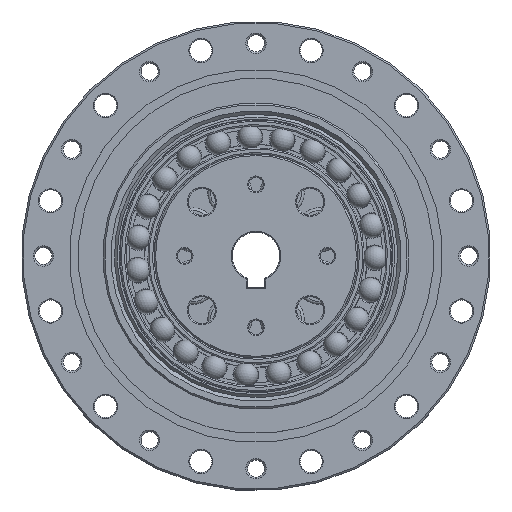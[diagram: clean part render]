
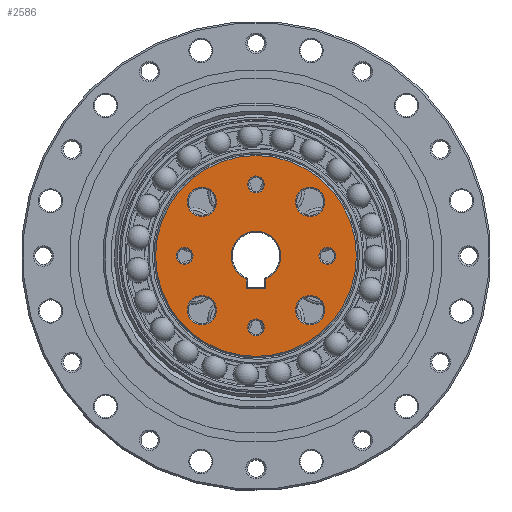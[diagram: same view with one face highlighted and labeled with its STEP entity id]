
A CAD part, top view. The second image highlights one B-rep face of the part: STEP entity #2586.
In plain terms, the highlighted planar face has unit normal (0, 0, 1).
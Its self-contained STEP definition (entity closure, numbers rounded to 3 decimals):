
#673=LINE('',#19651,#821);
#674=LINE('',#19653,#822);
#675=LINE('',#19655,#823);
#821=VECTOR('',#15156,1.);
#822=VECTOR('',#15157,1.);
#823=VECTOR('',#15158,1.);
#2586=ADVANCED_FACE('',(#3912,#3913,#3914,#3915,#3916,#3917,#3918,#3919,
#3920,#3921),#2753,.T.);
#2753=PLANE('',#11952);
#3912=FACE_BOUND('',#5270,.T.);
#3913=FACE_BOUND('',#5271,.T.);
#3914=FACE_BOUND('',#5272,.T.);
#3915=FACE_BOUND('',#5273,.T.);
#3916=FACE_BOUND('',#5274,.T.);
#3917=FACE_BOUND('',#5275,.T.);
#3918=FACE_BOUND('',#5276,.T.);
#3919=FACE_BOUND('',#5277,.T.);
#3920=FACE_BOUND('',#5278,.T.);
#3921=FACE_BOUND('',#5279,.T.);
#5270=EDGE_LOOP('',(#7430,#7431,#7432,#7433));
#5271=EDGE_LOOP('',(#7434));
#5272=EDGE_LOOP('',(#7435));
#5273=EDGE_LOOP('',(#7436));
#5274=EDGE_LOOP('',(#7437));
#5275=EDGE_LOOP('',(#7438));
#5276=EDGE_LOOP('',(#7439));
#5277=EDGE_LOOP('',(#7440));
#5278=EDGE_LOOP('',(#7441));
#5279=EDGE_LOOP('',(#7442));
#7430=ORIENTED_EDGE('',*,*,#9558,.T.);
#7431=ORIENTED_EDGE('',*,*,#9559,.T.);
#7432=ORIENTED_EDGE('',*,*,#9560,.T.);
#7433=ORIENTED_EDGE('',*,*,#9561,.T.);
#7434=ORIENTED_EDGE('',*,*,#9562,.T.);
#7435=ORIENTED_EDGE('',*,*,#9563,.T.);
#7436=ORIENTED_EDGE('',*,*,#9564,.T.);
#7437=ORIENTED_EDGE('',*,*,#9565,.T.);
#7438=ORIENTED_EDGE('',*,*,#9566,.T.);
#7439=ORIENTED_EDGE('',*,*,#9567,.T.);
#7440=ORIENTED_EDGE('',*,*,#9568,.T.);
#7441=ORIENTED_EDGE('',*,*,#9569,.T.);
#7442=ORIENTED_EDGE('',*,*,#9557,.F.);
#8466=VERTEX_POINT('',#19646);
#8467=VERTEX_POINT('',#19649);
#8468=VERTEX_POINT('',#19650);
#8469=VERTEX_POINT('',#19652);
#8470=VERTEX_POINT('',#19654);
#8471=VERTEX_POINT('',#19657);
#8472=VERTEX_POINT('',#19659);
#8473=VERTEX_POINT('',#19661);
#8474=VERTEX_POINT('',#19663);
#8475=VERTEX_POINT('',#19665);
#8476=VERTEX_POINT('',#19667);
#8477=VERTEX_POINT('',#19669);
#8478=VERTEX_POINT('',#19671);
#9557=EDGE_CURVE('',#8466,#8466,#10425,.T.);
#9558=EDGE_CURVE('',#8467,#8468,#10426,.T.);
#9559=EDGE_CURVE('',#8468,#8469,#673,.T.);
#9560=EDGE_CURVE('',#8469,#8470,#674,.T.);
#9561=EDGE_CURVE('',#8470,#8467,#675,.T.);
#9562=EDGE_CURVE('',#8471,#8471,#10427,.T.);
#9563=EDGE_CURVE('',#8472,#8472,#10428,.T.);
#9564=EDGE_CURVE('',#8473,#8473,#10429,.T.);
#9565=EDGE_CURVE('',#8474,#8474,#10430,.T.);
#9566=EDGE_CURVE('',#8475,#8475,#10431,.T.);
#9567=EDGE_CURVE('',#8476,#8476,#10432,.T.);
#9568=EDGE_CURVE('',#8477,#8477,#10433,.T.);
#9569=EDGE_CURVE('',#8478,#8478,#10434,.T.);
#10425=CIRCLE('',#11941,29.5);
#10426=CIRCLE('',#11943,7.3);
#10427=CIRCLE('',#11944,4.3);
#10428=CIRCLE('',#11945,2.5);
#10429=CIRCLE('',#11946,4.3);
#10430=CIRCLE('',#11947,2.5);
#10431=CIRCLE('',#11948,4.3);
#10432=CIRCLE('',#11949,2.5);
#10433=CIRCLE('',#11950,4.3);
#10434=CIRCLE('',#11951,2.5);
#11941=AXIS2_PLACEMENT_3D('',#19645,#15150,#15151);
#11943=AXIS2_PLACEMENT_3D('',#19648,#15154,#15155);
#11944=AXIS2_PLACEMENT_3D('',#19656,#15159,#15160);
#11945=AXIS2_PLACEMENT_3D('',#19658,#15161,#15162);
#11946=AXIS2_PLACEMENT_3D('',#19660,#15163,#15164);
#11947=AXIS2_PLACEMENT_3D('',#19662,#15165,#15166);
#11948=AXIS2_PLACEMENT_3D('',#19664,#15167,#15168);
#11949=AXIS2_PLACEMENT_3D('',#19666,#15169,#15170);
#11950=AXIS2_PLACEMENT_3D('',#19668,#15171,#15172);
#11951=AXIS2_PLACEMENT_3D('',#19670,#15173,#15174);
#11952=AXIS2_PLACEMENT_3D('',#19672,#15175,#15176);
#15150=DIRECTION('',(0.,0.,-1.));
#15151=DIRECTION('',(-1.,0.,0.));
#15154=DIRECTION('',(0.,0.,-1.));
#15155=DIRECTION('',(1.,0.,0.));
#15156=DIRECTION('',(0.,-1.,0.));
#15157=DIRECTION('',(-1.,0.,0.));
#15158=DIRECTION('',(0.,1.,0.));
#15159=DIRECTION('',(0.,0.,-1.));
#15160=DIRECTION('',(1.,0.,0.));
#15161=DIRECTION('',(0.,0.,-1.));
#15162=DIRECTION('',(1.,0.,0.));
#15163=DIRECTION('',(0.,0.,-1.));
#15164=DIRECTION('',(1.,0.,0.));
#15165=DIRECTION('',(0.,0.,-1.));
#15166=DIRECTION('',(1.,0.,0.));
#15167=DIRECTION('',(0.,0.,-1.));
#15168=DIRECTION('',(1.,0.,0.));
#15169=DIRECTION('',(0.,0.,-1.));
#15170=DIRECTION('',(1.,0.,0.));
#15171=DIRECTION('',(0.,0.,-1.));
#15172=DIRECTION('',(1.,0.,0.));
#15173=DIRECTION('',(0.,0.,-1.));
#15174=DIRECTION('',(1.,0.,0.));
#15175=DIRECTION('',(0.,0.,1.));
#15176=DIRECTION('',(1.,0.,0.));
#19645=CARTESIAN_POINT('',(0.,0.,16.));
#19646=CARTESIAN_POINT('',(-29.5,0.,16.));
#19648=CARTESIAN_POINT('',(0.,0.,16.));
#19649=CARTESIAN_POINT('',(-2.8,-6.742,16.));
#19650=CARTESIAN_POINT('',(2.8,-6.742,16.));
#19651=CARTESIAN_POINT('',(2.8,-9.3,16.));
#19652=CARTESIAN_POINT('',(2.8,-9.6,16.));
#19653=CARTESIAN_POINT('',(-2.5,-9.6,16.));
#19654=CARTESIAN_POINT('',(-2.8,-9.6,16.));
#19655=CARTESIAN_POINT('',(-2.8,-6.538,16.));
#19656=CARTESIAN_POINT('',(-15.91,15.91,16.));
#19657=CARTESIAN_POINT('',(-11.61,15.91,16.));
#19658=CARTESIAN_POINT('',(0.,-21.,16.));
#19659=CARTESIAN_POINT('',(2.5,-21.,16.));
#19660=CARTESIAN_POINT('',(-15.91,-15.91,16.));
#19661=CARTESIAN_POINT('',(-11.61,-15.91,16.));
#19662=CARTESIAN_POINT('',(21.,0.,16.));
#19663=CARTESIAN_POINT('',(23.5,0.,16.));
#19664=CARTESIAN_POINT('',(15.91,-15.91,16.));
#19665=CARTESIAN_POINT('',(20.21,-15.91,16.));
#19666=CARTESIAN_POINT('',(0.,21.,16.));
#19667=CARTESIAN_POINT('',(2.5,21.,16.));
#19668=CARTESIAN_POINT('',(15.91,15.91,16.));
#19669=CARTESIAN_POINT('',(20.21,15.91,16.));
#19670=CARTESIAN_POINT('',(-21.,0.,16.));
#19671=CARTESIAN_POINT('',(-18.5,0.,16.));
#19672=CARTESIAN_POINT('',(29.5,0.,16.));
